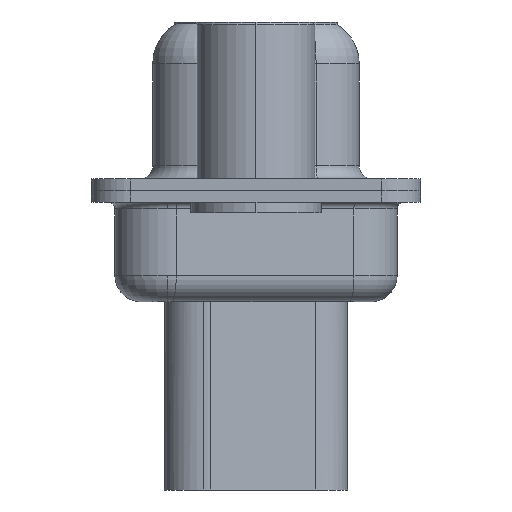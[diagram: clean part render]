
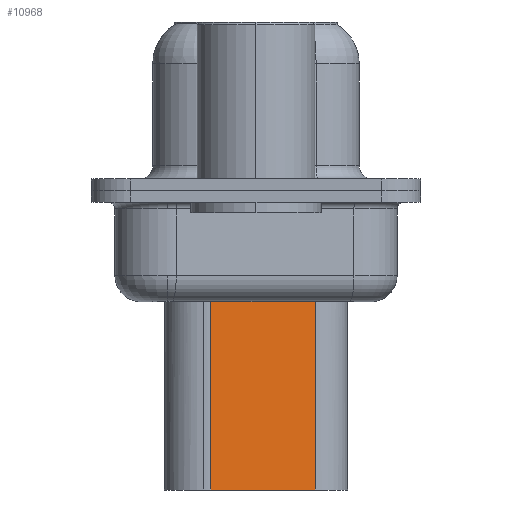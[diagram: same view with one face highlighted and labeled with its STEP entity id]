
A CAD part, left-side view. The second image highlights one B-rep face of the part: STEP entity #10968.
In plain terms, the highlighted planar face has unit normal (-0.985, -0.174, 0).
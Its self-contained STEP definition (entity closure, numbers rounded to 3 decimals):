
#437 = CARTESIAN_POINT ( 'NONE',  ( 4.524, 1.74, -3.1 ) ) ;
#485 = DIRECTION ( 'NONE',  ( 0., 0., -1. ) ) ;
#618 = EDGE_CURVE ( 'NONE', #10230, #1925, #7607, .T. ) ;
#842 = VECTOR ( 'NONE', #5858, 1000. ) ;
#1100 = ORIENTED_EDGE ( 'NONE', *, *, #2686, .F. ) ;
#1925 = VERTEX_POINT ( 'NONE', #7717 ) ;
#2060 = EDGE_LOOP ( 'NONE', ( #1100, #8315, #10777, #4953 ) ) ;
#2094 = CARTESIAN_POINT ( 'NONE',  ( 5.229, -2.26, -3.1 ) ) ;
#2519 = DIRECTION ( 'NONE',  ( 0., 0., -1. ) ) ;
#2686 = EDGE_CURVE ( 'NONE', #10230, #12268, #10312, .T. ) ;
#3283 = AXIS2_PLACEMENT_3D ( 'NONE', #12250, #6084, #13345 ) ;
#4953 = ORIENTED_EDGE ( 'NONE', *, *, #8561, .F. ) ;
#5069 = PLANE ( 'NONE',  #3283 ) ;
#5858 = DIRECTION ( 'NONE',  ( -0.174, 0.985, 0. ) ) ;
#6084 = DIRECTION ( 'NONE',  ( -0.985, -0.174, 0. ) ) ;
#6993 = LINE ( 'NONE', #437, #12496 ) ;
#7287 = CARTESIAN_POINT ( 'NONE',  ( 4.524, 1.74, -11.45 ) ) ;
#7607 = LINE ( 'NONE', #9318, #7944 ) ;
#7717 = CARTESIAN_POINT ( 'NONE',  ( 4.524, 1.74, -3.975 ) ) ;
#7880 = CARTESIAN_POINT ( 'NONE',  ( 5.229, -2.26, -3.975 ) ) ;
#7886 = EDGE_CURVE ( 'NONE', #1925, #11302, #6993, .T. ) ;
#7944 = VECTOR ( 'NONE', #11427, 1000. ) ;
#7998 = FACE_OUTER_BOUND ( 'NONE', #2060, .T. ) ;
#8315 = ORIENTED_EDGE ( 'NONE', *, *, #618, .T. ) ;
#8561 = EDGE_CURVE ( 'NONE', #12268, #11302, #11513, .T. ) ;
#9318 = CARTESIAN_POINT ( 'NONE',  ( 4.353, 2.709, -3.975 ) ) ;
#10230 = VERTEX_POINT ( 'NONE', #7880 ) ;
#10312 = LINE ( 'NONE', #2094, #10632 ) ;
#10632 = VECTOR ( 'NONE', #485, 1000. ) ;
#10777 = ORIENTED_EDGE ( 'NONE', *, *, #7886, .T. ) ;
#10968 = ADVANCED_FACE ( 'NONE', ( #7998 ), #5069, .T. ) ;
#11302 = VERTEX_POINT ( 'NONE', #7287 ) ;
#11427 = DIRECTION ( 'NONE',  ( -0.174, 0.985, 0. ) ) ;
#11513 = LINE ( 'NONE', #13117, #842 ) ;
#12250 = CARTESIAN_POINT ( 'NONE',  ( 4.524, 1.74, -3.1 ) ) ;
#12268 = VERTEX_POINT ( 'NONE', #12588 ) ;
#12496 = VECTOR ( 'NONE', #2519, 1000. ) ;
#12588 = CARTESIAN_POINT ( 'NONE',  ( 5.229, -2.26, -11.45 ) ) ;
#13117 = CARTESIAN_POINT ( 'NONE',  ( 4.524, 1.74, -11.45 ) ) ;
#13345 = DIRECTION ( 'NONE',  ( 0.174, -0.985, 0. ) ) ;
